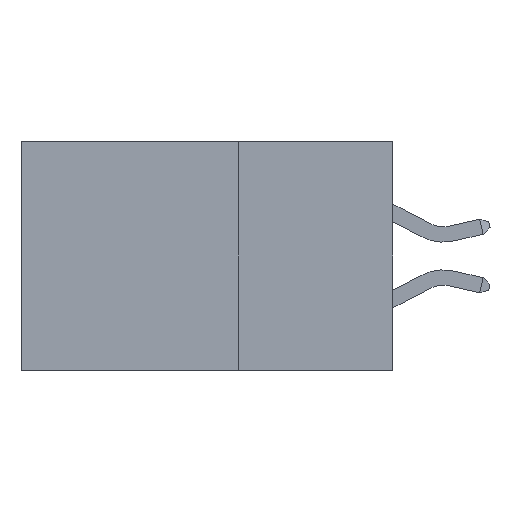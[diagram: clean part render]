
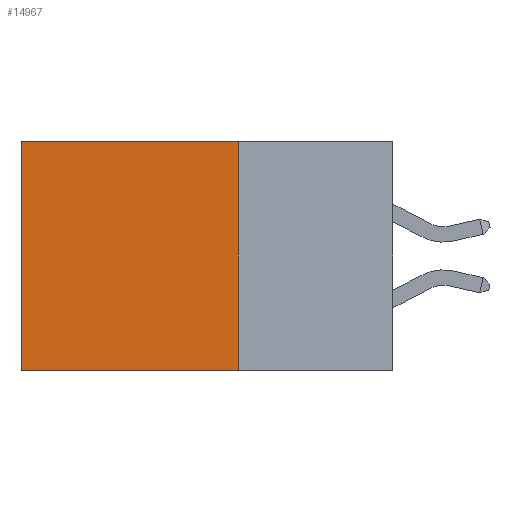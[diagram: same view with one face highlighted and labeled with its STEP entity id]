
A CAD part, left-side view. The second image highlights one B-rep face of the part: STEP entity #14967.
In plain terms, the highlighted planar face has unit normal (-1, 0, 0).
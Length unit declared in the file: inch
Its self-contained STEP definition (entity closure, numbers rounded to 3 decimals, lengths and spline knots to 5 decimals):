
#927 = CARTESIAN_POINT ( 'NONE',  ( 0.2875, 0.6, -0.37 ) ) ;
#1865 = AXIS2_PLACEMENT_3D ( 'NONE', #19071, #4797, #9907 ) ;
#2142 = LINE ( 'NONE', #18584, #11781 ) ;
#3335 = EDGE_CURVE ( 'NONE', #17781, #6035, #2142, .T. ) ;
#3410 = VERTEX_POINT ( 'NONE', #22316 ) ;
#4324 = EDGE_CURVE ( 'NONE', #17781, #3410, #6263, .T. ) ;
#4767 = ORIENTED_EDGE ( 'NONE', *, *, #6697, .T. ) ;
#4797 = DIRECTION ( 'NONE',  ( 1., 0., 0. ) ) ;
#5055 = VECTOR ( 'NONE', #16715, 39.37008 ) ;
#5067 = VECTOR ( 'NONE', #12670, 39.37008 ) ;
#6035 = VERTEX_POINT ( 'NONE', #11270 ) ;
#6263 = LINE ( 'NONE', #13644, #13818 ) ;
#6476 = ORIENTED_EDGE ( 'NONE', *, *, #3335, .F. ) ;
#6697 = EDGE_CURVE ( 'NONE', #3410, #19450, #6727, .T. ) ;
#6727 = LINE ( 'NONE', #19901, #5067 ) ;
#7051 = CARTESIAN_POINT ( 'NONE',  ( 0.2875, 0.25, -0.37 ) ) ;
#9243 = LINE ( 'NONE', #7051, #5055 ) ;
#9907 = DIRECTION ( 'NONE',  ( 0., 0., -1. ) ) ;
#10270 = FACE_OUTER_BOUND ( 'NONE', #16046, .T. ) ;
#10639 = CARTESIAN_POINT ( 'NONE',  ( 0.2875, 0.25, 0. ) ) ;
#11270 = CARTESIAN_POINT ( 'NONE',  ( 0.2875, 0.25, -0.37 ) ) ;
#11781 = VECTOR ( 'NONE', #16551, 39.37008 ) ;
#12670 = DIRECTION ( 'NONE',  ( 0., 0., -1. ) ) ;
#12820 = ORIENTED_EDGE ( 'NONE', *, *, #18674, .F. ) ;
#13644 = CARTESIAN_POINT ( 'NONE',  ( 0.2875, 0.25, 0. ) ) ;
#13818 = VECTOR ( 'NONE', #21001, 39.37008 ) ;
#14967 = ADVANCED_FACE ( 'NONE', ( #10270 ), #15682, .F. ) ;
#15682 = PLANE ( 'NONE',  #1865 ) ;
#16046 = EDGE_LOOP ( 'NONE', ( #4767, #12820, #6476, #19321 ) ) ;
#16551 = DIRECTION ( 'NONE',  ( 0., 0., -1. ) ) ;
#16715 = DIRECTION ( 'NONE',  ( 0., 1., 0. ) ) ;
#17781 = VERTEX_POINT ( 'NONE', #10639 ) ;
#18584 = CARTESIAN_POINT ( 'NONE',  ( 0.2875, 0.25, 0. ) ) ;
#18674 = EDGE_CURVE ( 'NONE', #6035, #19450, #9243, .T. ) ;
#19071 = CARTESIAN_POINT ( 'NONE',  ( 0.2875, 0.25, 0. ) ) ;
#19321 = ORIENTED_EDGE ( 'NONE', *, *, #4324, .T. ) ;
#19450 = VERTEX_POINT ( 'NONE', #927 ) ;
#19901 = CARTESIAN_POINT ( 'NONE',  ( 0.2875, 0.6, 0. ) ) ;
#21001 = DIRECTION ( 'NONE',  ( 0., 1., 0. ) ) ;
#22316 = CARTESIAN_POINT ( 'NONE',  ( 0.2875, 0.6, 0. ) ) ;
